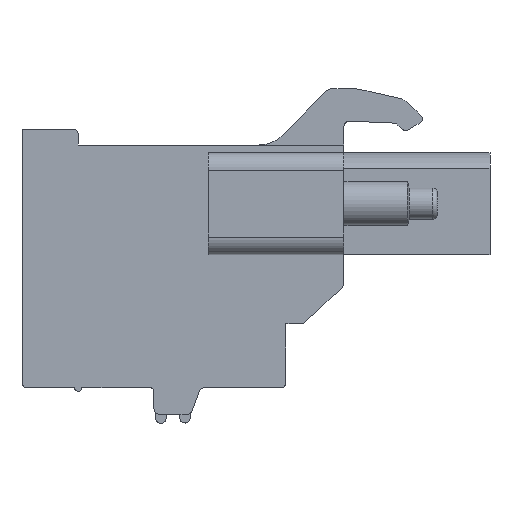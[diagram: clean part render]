
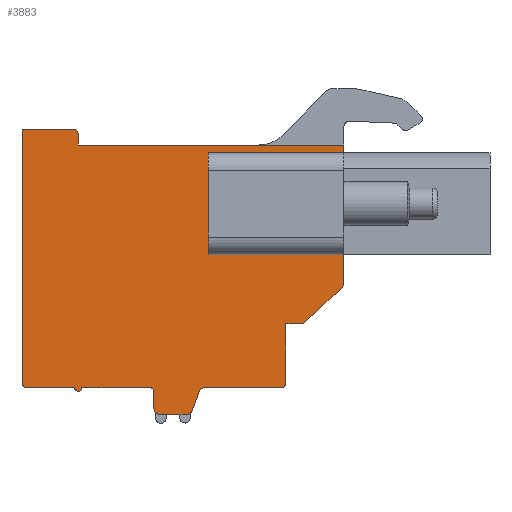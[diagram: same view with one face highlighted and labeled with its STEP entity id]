
A CAD part, left-side view. The second image highlights one B-rep face of the part: STEP entity #3883.
In plain terms, the highlighted planar face has unit normal (-1, 0, 0).
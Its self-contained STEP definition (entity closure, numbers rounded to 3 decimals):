
#716=DIRECTION('',(0.,0.,1.));
#717=VECTOR('',#716,5.8);
#718=CARTESIAN_POINT('',(-10.78,2.04,0.73));
#719=LINE('',#718,#717);
#768=DIRECTION('',(0.,0.,1.));
#769=VECTOR('',#768,5.8);
#770=CARTESIAN_POINT('',(-10.78,-4.06,0.73));
#771=LINE('',#770,#769);
#772=DIRECTION('',(0.,1.,0.));
#773=VECTOR('',#772,6.1);
#774=CARTESIAN_POINT('',(-10.78,-4.06,0.73));
#775=LINE('',#774,#773);
#776=DIRECTION('',(0.,1.,0.));
#777=VECTOR('',#776,6.1);
#778=CARTESIAN_POINT('',(-10.78,-4.06,6.53));
#779=LINE('',#778,#777);
#780=DIRECTION('',(0.,0.,-1.));
#781=VECTOR('',#780,7.87);
#782=CARTESIAN_POINT('',(-10.78,-5.66,6.96));
#783=LINE('',#782,#781);
#784=CARTESIAN_POINT('',(-10.78,-5.36,-0.91));
#785=DIRECTION('',(1.,0.,0.));
#786=DIRECTION('',(0.,-1.,0.));
#787=AXIS2_PLACEMENT_3D('',#784,#785,#786);
#789=DIRECTION('',(0.,0.731,-0.683));
#790=VECTOR('',#789,3.018);
#791=CARTESIAN_POINT('',(-10.78,-5.565,-1.129));
#792=LINE('',#791,#790);
#793=DIRECTION('',(0.,1.,0.));
#794=VECTOR('',#793,1.);
#795=CARTESIAN_POINT('',(-10.78,-3.36,-3.19));
#796=LINE('',#795,#794);
#797=DIRECTION('',(0.,0.,-1.));
#798=VECTOR('',#797,3.35);
#799=CARTESIAN_POINT('',(-10.78,-2.36,-3.19));
#800=LINE('',#799,#798);
#801=CARTESIAN_POINT('',(-10.78,-2.06,-6.54));
#802=DIRECTION('',(1.,0.,0.));
#803=DIRECTION('',(0.,-1.,0.));
#804=AXIS2_PLACEMENT_3D('',#801,#802,#803);
#806=DIRECTION('',(0.,1.,0.));
#807=VECTOR('',#806,4.34);
#808=CARTESIAN_POINT('',(-10.78,-2.06,-6.84));
#809=LINE('',#808,#807);
#810=CARTESIAN_POINT('',(-10.78,2.28,-7.14));
#811=DIRECTION('',(-1.,0.,0.));
#812=DIRECTION('',(0.,0.,1.));
#813=AXIS2_PLACEMENT_3D('',#810,#811,#812);
#815=DIRECTION('',(0.,0.345,-0.939));
#816=VECTOR('',#815,1.179);
#817=CARTESIAN_POINT('',(-10.78,2.562,-7.037));
#818=LINE('',#817,#816);
#819=CARTESIAN_POINT('',(-10.78,3.25,-8.04));
#820=DIRECTION('',(1.,0.,0.));
#821=DIRECTION('',(0.,-0.939,-0.345));
#822=AXIS2_PLACEMENT_3D('',#819,#820,#821);
#824=DIRECTION('',(0.,1.,0.));
#825=VECTOR('',#824,1.59);
#826=CARTESIAN_POINT('',(-10.78,3.25,-8.34));
#827=LINE('',#826,#825);
#828=CARTESIAN_POINT('',(-10.78,4.84,-8.04));
#829=DIRECTION('',(1.,0.,0.));
#830=DIRECTION('',(0.,0.,-1.));
#831=AXIS2_PLACEMENT_3D('',#828,#829,#830);
#833=DIRECTION('',(0.,0.,1.));
#834=VECTOR('',#833,1.);
#835=CARTESIAN_POINT('',(-10.78,5.14,-8.04));
#836=LINE('',#835,#834);
#837=CARTESIAN_POINT('',(-10.78,5.34,-7.04));
#838=DIRECTION('',(-1.,0.,0.));
#839=DIRECTION('',(0.,-1.,0.));
#840=AXIS2_PLACEMENT_3D('',#837,#838,#839);
#842=DIRECTION('',(0.,1.,0.));
#843=VECTOR('',#842,3.9);
#844=CARTESIAN_POINT('',(-10.78,5.34,-6.84));
#845=LINE('',#844,#843);
#846=CARTESIAN_POINT('',(-10.78,9.44,-6.84));
#847=DIRECTION('',(1.,0.,0.));
#848=DIRECTION('',(0.,-1.,0.));
#849=AXIS2_PLACEMENT_3D('',#846,#847,#848);
#851=DIRECTION('',(0.,1.,0.));
#852=VECTOR('',#851,2.7);
#853=CARTESIAN_POINT('',(-10.78,9.64,-6.84));
#854=LINE('',#853,#852);
#855=CARTESIAN_POINT('',(-10.78,12.34,-6.54));
#856=DIRECTION('',(1.,0.,0.));
#857=DIRECTION('',(0.,0.,-1.));
#858=AXIS2_PLACEMENT_3D('',#855,#856,#857);
#860=DIRECTION('',(0.,0.,1.));
#861=VECTOR('',#860,14.4);
#862=CARTESIAN_POINT('',(-10.78,12.64,-6.54));
#863=LINE('',#862,#861);
#864=DIRECTION('',(0.,-1.,0.));
#865=VECTOR('',#864,2.9);
#866=CARTESIAN_POINT('',(-10.78,12.64,7.86));
#867=LINE('',#866,#865);
#868=CARTESIAN_POINT('',(-10.78,9.74,7.56));
#869=DIRECTION('',(1.,0.,0.));
#870=DIRECTION('',(0.,0.,1.));
#871=AXIS2_PLACEMENT_3D('',#868,#869,#870);
#873=DIRECTION('',(0.,0.,-1.));
#874=VECTOR('',#873,0.6);
#875=CARTESIAN_POINT('',(-10.78,9.44,7.56));
#876=LINE('',#875,#874);
#877=DIRECTION('',(0.,-1.,0.));
#878=VECTOR('',#877,15.1);
#879=CARTESIAN_POINT('',(-10.78,9.44,6.96));
#880=LINE('',#879,#878);
#2195=CARTESIAN_POINT('',(-10.78,9.44,6.96));
#2196=CARTESIAN_POINT('',(-10.78,-5.66,6.96));
#2197=VERTEX_POINT('',#2195);
#2198=VERTEX_POINT('',#2196);
#2199=CARTESIAN_POINT('',(-10.78,-5.66,-0.91));
#2200=CARTESIAN_POINT('',(-10.78,-5.565,-1.129));
#2201=VERTEX_POINT('',#2199);
#2202=VERTEX_POINT('',#2200);
#2203=CARTESIAN_POINT('',(-10.78,-3.36,-3.19));
#2204=VERTEX_POINT('',#2203);
#2205=CARTESIAN_POINT('',(-10.78,-2.36,-3.19));
#2206=VERTEX_POINT('',#2205);
#2207=CARTESIAN_POINT('',(-10.78,-2.36,-6.54));
#2208=VERTEX_POINT('',#2207);
#2209=CARTESIAN_POINT('',(-10.78,-2.06,-6.84));
#2210=VERTEX_POINT('',#2209);
#2211=CARTESIAN_POINT('',(-10.78,2.28,-6.84));
#2212=VERTEX_POINT('',#2211);
#2213=CARTESIAN_POINT('',(-10.78,2.562,-7.037));
#2214=VERTEX_POINT('',#2213);
#2215=CARTESIAN_POINT('',(-10.78,2.968,-8.143));
#2216=VERTEX_POINT('',#2215);
#2217=CARTESIAN_POINT('',(-10.78,3.25,-8.34));
#2218=VERTEX_POINT('',#2217);
#2219=CARTESIAN_POINT('',(-10.78,4.84,-8.34));
#2220=VERTEX_POINT('',#2219);
#2221=CARTESIAN_POINT('',(-10.78,5.14,-8.04));
#2222=VERTEX_POINT('',#2221);
#2223=CARTESIAN_POINT('',(-10.78,5.14,-7.04));
#2224=VERTEX_POINT('',#2223);
#2225=CARTESIAN_POINT('',(-10.78,5.34,-6.84));
#2226=VERTEX_POINT('',#2225);
#2227=CARTESIAN_POINT('',(-10.78,9.24,-6.84));
#2228=VERTEX_POINT('',#2227);
#2229=CARTESIAN_POINT('',(-10.78,9.64,-6.84));
#2230=VERTEX_POINT('',#2229);
#2231=CARTESIAN_POINT('',(-10.78,12.34,-6.84));
#2232=VERTEX_POINT('',#2231);
#2233=CARTESIAN_POINT('',(-10.78,12.64,-6.54));
#2234=VERTEX_POINT('',#2233);
#2235=CARTESIAN_POINT('',(-10.78,12.64,7.86));
#2236=VERTEX_POINT('',#2235);
#2237=CARTESIAN_POINT('',(-10.78,9.74,7.86));
#2238=VERTEX_POINT('',#2237);
#2239=CARTESIAN_POINT('',(-10.78,9.44,7.56));
#2240=VERTEX_POINT('',#2239);
#2589=CARTESIAN_POINT('',(-10.78,2.04,0.73));
#2590=CARTESIAN_POINT('',(-10.78,2.04,6.53));
#2591=VERTEX_POINT('',#2589);
#2592=VERTEX_POINT('',#2590);
#2625=CARTESIAN_POINT('',(-10.78,-4.06,0.73));
#2626=CARTESIAN_POINT('',(-10.78,-4.06,6.53));
#2627=VERTEX_POINT('',#2625);
#2628=VERTEX_POINT('',#2626);
#3825=CARTESIAN_POINT('',(-10.78,0.,0.));
#3826=DIRECTION('',(1.,0.,0.));
#3827=DIRECTION('',(0.,-1.,0.));
#3828=AXIS2_PLACEMENT_3D('',#3825,#3826,#3827);
#3829=PLANE('',#3828);
#3830=ORIENTED_EDGE('',*,*,#3006,.T.);
#3832=ORIENTED_EDGE('',*,*,#3831,.T.);
#3834=ORIENTED_EDGE('',*,*,#3833,.T.);
#3836=ORIENTED_EDGE('',*,*,#3835,.T.);
#3838=ORIENTED_EDGE('',*,*,#3837,.T.);
#3840=ORIENTED_EDGE('',*,*,#3839,.T.);
#3842=ORIENTED_EDGE('',*,*,#3841,.T.);
#3844=ORIENTED_EDGE('',*,*,#3843,.T.);
#3846=ORIENTED_EDGE('',*,*,#3845,.T.);
#3848=ORIENTED_EDGE('',*,*,#3847,.T.);
#3850=ORIENTED_EDGE('',*,*,#3849,.T.);
#3852=ORIENTED_EDGE('',*,*,#3851,.T.);
#3854=ORIENTED_EDGE('',*,*,#3853,.T.);
#3856=ORIENTED_EDGE('',*,*,#3855,.T.);
#3858=ORIENTED_EDGE('',*,*,#3857,.T.);
#3860=ORIENTED_EDGE('',*,*,#3859,.T.);
#3862=ORIENTED_EDGE('',*,*,#3861,.T.);
#3864=ORIENTED_EDGE('',*,*,#3863,.T.);
#3866=ORIENTED_EDGE('',*,*,#3865,.T.);
#3868=ORIENTED_EDGE('',*,*,#3867,.T.);
#3870=ORIENTED_EDGE('',*,*,#3869,.T.);
#3872=ORIENTED_EDGE('',*,*,#3871,.T.);
#3874=ORIENTED_EDGE('',*,*,#3873,.T.);
#3875=EDGE_LOOP('',(#3830,#3832,#3834,#3836,#3838,#3840,#3842,#3844,#3846,#3848,
#3850,#3852,#3854,#3856,#3858,#3860,#3862,#3864,#3866,#3868,#3870,#3872,#3874));
#3876=FACE_OUTER_BOUND('',#3875,.F.);
#3877=ORIENTED_EDGE('',*,*,#3791,.F.);
#3878=ORIENTED_EDGE('',*,*,#3817,.T.);
#3879=ORIENTED_EDGE('',*,*,#3720,.T.);
#3880=ORIENTED_EDGE('',*,*,#3752,.F.);
#3881=EDGE_LOOP('',(#3877,#3878,#3879,#3880));
#3882=FACE_BOUND('',#3881,.F.);
#3883=ADVANCED_FACE('',(#3876,#3882),#3829,.F.);
#788=CIRCLE('',#787,0.3);
#805=CIRCLE('',#804,0.3);
#814=CIRCLE('',#813,0.3);
#823=CIRCLE('',#822,0.3);
#832=CIRCLE('',#831,0.3);
#841=CIRCLE('',#840,0.2);
#850=CIRCLE('',#849,0.2);
#859=CIRCLE('',#858,0.3);
#872=CIRCLE('',#871,0.3);
#3006=EDGE_CURVE('',#2198,#2201,#783,.T.);
#3720=EDGE_CURVE('',#2628,#2592,#779,.T.);
#3752=EDGE_CURVE('',#2591,#2592,#719,.T.);
#3791=EDGE_CURVE('',#2627,#2591,#775,.T.);
#3817=EDGE_CURVE('',#2627,#2628,#771,.T.);
#3831=EDGE_CURVE('',#2201,#2202,#788,.T.);
#3833=EDGE_CURVE('',#2202,#2204,#792,.T.);
#3835=EDGE_CURVE('',#2204,#2206,#796,.T.);
#3837=EDGE_CURVE('',#2206,#2208,#800,.T.);
#3839=EDGE_CURVE('',#2208,#2210,#805,.T.);
#3841=EDGE_CURVE('',#2210,#2212,#809,.T.);
#3843=EDGE_CURVE('',#2212,#2214,#814,.T.);
#3845=EDGE_CURVE('',#2214,#2216,#818,.T.);
#3847=EDGE_CURVE('',#2216,#2218,#823,.T.);
#3849=EDGE_CURVE('',#2218,#2220,#827,.T.);
#3851=EDGE_CURVE('',#2220,#2222,#832,.T.);
#3853=EDGE_CURVE('',#2222,#2224,#836,.T.);
#3855=EDGE_CURVE('',#2224,#2226,#841,.T.);
#3857=EDGE_CURVE('',#2226,#2228,#845,.T.);
#3859=EDGE_CURVE('',#2228,#2230,#850,.T.);
#3861=EDGE_CURVE('',#2230,#2232,#854,.T.);
#3863=EDGE_CURVE('',#2232,#2234,#859,.T.);
#3865=EDGE_CURVE('',#2234,#2236,#863,.T.);
#3867=EDGE_CURVE('',#2236,#2238,#867,.T.);
#3869=EDGE_CURVE('',#2238,#2240,#872,.T.);
#3871=EDGE_CURVE('',#2240,#2197,#876,.T.);
#3873=EDGE_CURVE('',#2197,#2198,#880,.T.);
